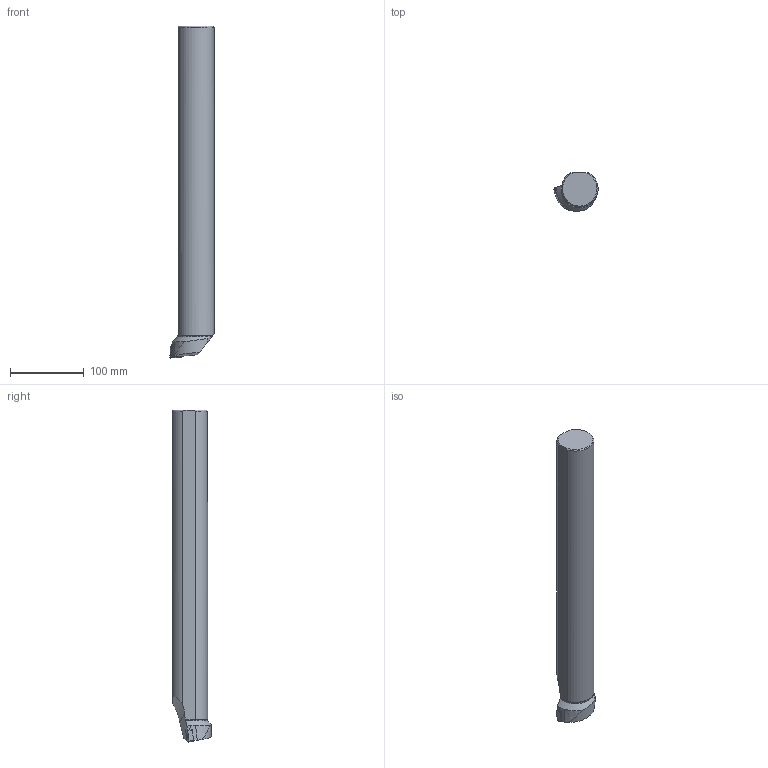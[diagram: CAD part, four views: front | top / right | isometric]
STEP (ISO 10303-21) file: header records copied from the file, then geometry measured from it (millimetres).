
FILE_DESCRIPTION((''),'2;1');
FILE_NAME('70556050_ASM','2018-10-01T14:22:42',('piechottad'),(''),'CREO PARAMETRIC BY PTC INC, 2017380','CREO PARAMETRIC BY PTC INC, 2017380','');
FILE_SCHEMA(('AUTOMOTIVE_DESIGN { 1 0 10303 214 1 1 1 1 }'));
Length unit declared in the file: millimetre
Products named in the file (3): 70556050NC; 70556050C; 70556050_ASM
Assembly tree (2 placements, depth 2):
  70556050_ASM
    70556050NC
    70556050C
Bounding box: 59.98 x 51.9 x 450.02 mm (x, y, z)
Volume: 822901.3 mm3; surface area: 73226.3 mm2
Topology: 2 solids, 2 shells, 41 faces, 115 edges, 78 vertices
Faces by surface type: plane 20, cylinder 12, cone 7, torus 2
Entity records: 3547 total; most frequent: CARTESIAN_POINT 417, DIRECTION 295, ORIENTED_EDGE 210, PRESENTATION_STYLE_ASSIGNMENT 208, STYLED_ITEM 208, PROPERTY_DEFINITION 187, REPRESENTATION 185, PROPERTY_DEFINITION_REPRESENTATION 185
